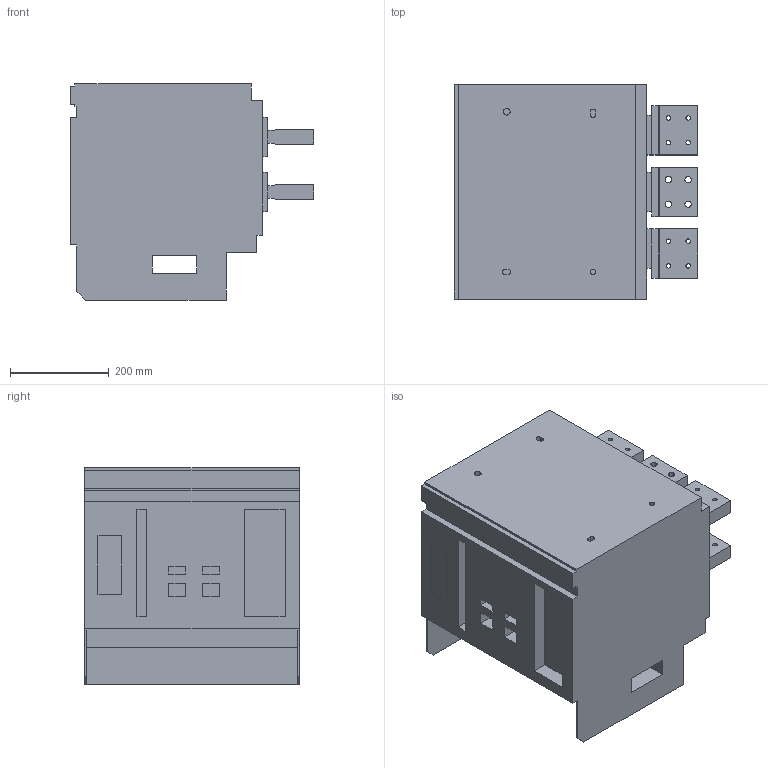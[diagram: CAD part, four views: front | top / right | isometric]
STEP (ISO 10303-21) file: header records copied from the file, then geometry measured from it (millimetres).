
FILE_DESCRIPTION((''),'2;1');
FILE_NAME('NA1-3200-3200A-3P_ASM','2018-11-17T',('wqli'),(''),'CREO PARAMETRIC BY PTC INC, 2015480','CREO PARAMETRIC BY PTC INC, 2015480','');
FILE_SCHEMA(('CONFIG_CONTROL_DESIGN'));
Length unit declared in the file: millimetre
Products named in the file (4): NA1-3200-DRAW-OUT-3; 8-580-222-2-B; 8-580-223-1-3200A; NA1-3200-3200A-3P_ASM
Assembly tree (7 placements, depth 2):
  NA1-3200-3200A-3P_ASM
    NA1-3200-DRAW-OUT-3
    8-580-222-2-B  x2
    8-580-223-1-3200A  x4
Bounding box: 495 x 435 x 439 mm (x, y, z)
Volume: 65247306.3 mm3; surface area: 1504675 mm2
Topology: 7 solids, 7 shells, 281 faces, 756 edges, 500 vertices
Faces by surface type: plane 177, cylinder 104
Entity records: 4870 total; most frequent: CARTESIAN_POINT 828, DIRECTION 808, ORIENTED_EDGE 800, EDGE_CURVE 400, VECTOR 316, LINE 316, VERTEX_POINT 266, AXIS2_PLACEMENT_3D 246
